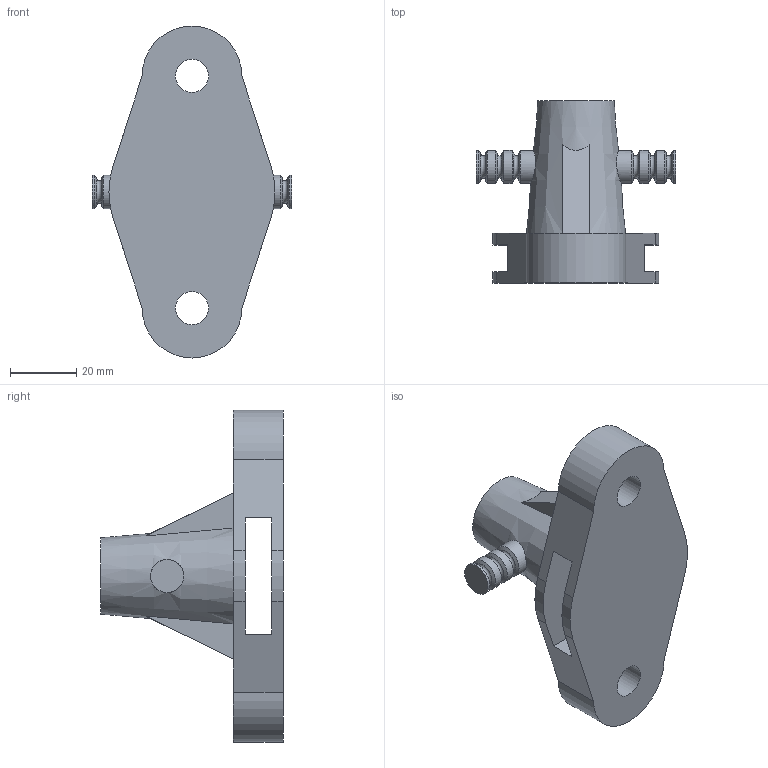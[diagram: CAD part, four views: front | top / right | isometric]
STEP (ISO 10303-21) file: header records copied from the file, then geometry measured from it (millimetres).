
FILE_DESCRIPTION(('STEP AP242'), '1');
FILE_NAME('绦烂.3016.001 - 署屣彐 市 秒噤耜桴 惺廖-01-23', '', ('UNSPECIFIED'), ('UNSPECIFIED'), 'C3D Converter', 'C3D Toolkit', '');
FILE_SCHEMA(('AP242_MANAGED_MODEL_BASED_3D_ENGINEERING_MIM_LF { 1 0 10303 442 1 1 4 }'));
Length unit declared in the file: millimetre
Products named in the file (1): МРАГ.3016.001
Bounding box: 60 x 55 x 100 mm (x, y, z)
Volume: 62700.3 mm3; surface area: 20336.5 mm2
Topology: 1 solids, 1 shells, 59 faces, 155 edges, 101 vertices
Faces by surface type: plane 20, cylinder 17, cone 16, torus 6
Full cylindrical faces by diameter (mm): 9.376 x1, 10 x10
Entity records: 2575 total; most frequent: CARTESIAN_POINT 1146, DIRECTION 298, ORIENTED_EDGE 234, AXIS2_PLACEMENT_3D 126, EDGE_CURVE 117, EDGE_LOOP 100, VERTEX_POINT 95, CIRCLE 66
